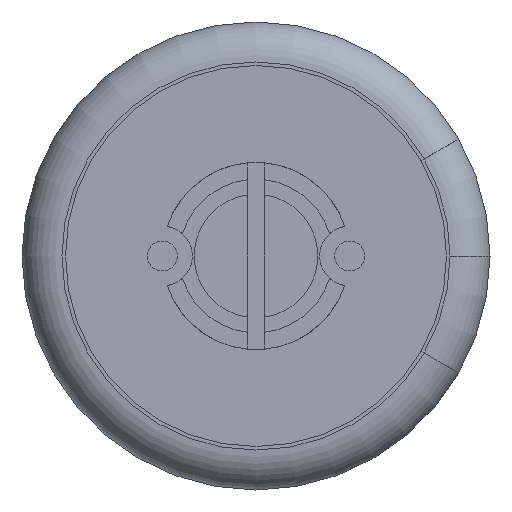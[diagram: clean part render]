
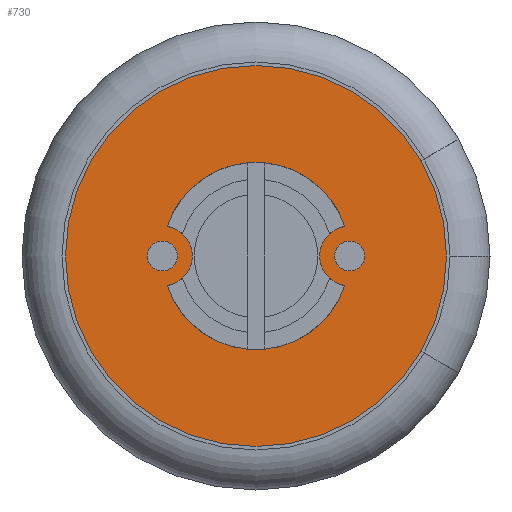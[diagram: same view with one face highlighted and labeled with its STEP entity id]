
A CAD part, front view. The second image highlights one B-rep face of the part: STEP entity #730.
In plain terms, the highlighted planar face has unit normal (0, -1, 0).
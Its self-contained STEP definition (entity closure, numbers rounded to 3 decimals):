
#43 = DIRECTION ( 'NONE',  ( -1., 0., 0. ) ) ;
#61 = CIRCLE ( 'NONE', #2054, 5.087 ) ;
#81 = VERTEX_POINT ( 'NONE', #317 ) ;
#99 = AXIS2_PLACEMENT_3D ( 'NONE', #997, #1252, #1236 ) ;
#134 = CIRCLE ( 'NONE', #1938, 0.8 ) ;
#216 = CIRCLE ( 'NONE', #99, 0.8 ) ;
#226 = EDGE_CURVE ( 'NONE', #1832, #814, #2544, .T. ) ;
#237 = CARTESIAN_POINT ( 'NONE',  ( 0., 0.95, 0. ) ) ;
#251 = DIRECTION ( 'NONE',  ( 0., -1., 0. ) ) ;
#283 = CARTESIAN_POINT ( 'NONE',  ( 2.372, 0.95, -0.79 ) ) ;
#317 = CARTESIAN_POINT ( 'NONE',  ( 2.372, 0.95, 0.79 ) ) ;
#319 = DIRECTION ( 'NONE',  ( -1., 0., 0. ) ) ;
#326 = DIRECTION ( 'NONE',  ( 1., 0., 0. ) ) ;
#327 = EDGE_CURVE ( 'NONE', #2442, #1732, #2096, .T. ) ;
#336 = CARTESIAN_POINT ( 'NONE',  ( 4.406, 0.95, -2.544 ) ) ;
#351 = ORIENTED_EDGE ( 'NONE', *, *, #1913, .F. ) ;
#509 = CARTESIAN_POINT ( 'NONE',  ( -2.372, 0.95, -0.79 ) ) ;
#607 = ORIENTED_EDGE ( 'NONE', *, *, #2802, .F. ) ;
#616 = DIRECTION ( 'NONE',  ( 0., -1., 0. ) ) ;
#657 = DIRECTION ( 'NONE',  ( 0., 1., 0. ) ) ;
#670 = EDGE_LOOP ( 'NONE', ( #1925, #2107, #2238 ) ) ;
#679 = EDGE_CURVE ( 'NONE', #1457, #1420, #872, .T. ) ;
#690 = PLANE ( 'NONE',  #1352 ) ;
#711 = AXIS2_PLACEMENT_3D ( 'NONE', #2687, #2425, #1331 ) ;
#730 = ADVANCED_FACE ( 'NONE', ( #1338, #2573 ), #690, .F. ) ;
#770 = EDGE_CURVE ( 'NONE', #81, #814, #134, .T. ) ;
#814 = VERTEX_POINT ( 'NONE', #283 ) ;
#872 = CIRCLE ( 'NONE', #711, 5.087 ) ;
#915 = DIRECTION ( 'NONE',  ( -1., 0., 0. ) ) ;
#997 = CARTESIAN_POINT ( 'NONE',  ( -2.5, 0.95, 0. ) ) ;
#1057 = EDGE_CURVE ( 'NONE', #1420, #2368, #61, .T. ) ;
#1096 = AXIS2_PLACEMENT_3D ( 'NONE', #1492, #1711, #915 ) ;
#1126 = ORIENTED_EDGE ( 'NONE', *, *, #327, .F. ) ;
#1236 = DIRECTION ( 'NONE',  ( -1., 0., 0. ) ) ;
#1252 = DIRECTION ( 'NONE',  ( 0., 1., 0. ) ) ;
#1331 = DIRECTION ( 'NONE',  ( 1., 0., 0. ) ) ;
#1338 = FACE_BOUND ( 'NONE', #2308, .T. ) ;
#1352 = AXIS2_PLACEMENT_3D ( 'NONE', #2659, #657, #2225 ) ;
#1420 = VERTEX_POINT ( 'NONE', #1437 ) ;
#1437 = CARTESIAN_POINT ( 'NONE',  ( 5.087, 0.95, 0. ) ) ;
#1441 = CIRCLE ( 'NONE', #1606, 5.087 ) ;
#1457 = VERTEX_POINT ( 'NONE', #336 ) ;
#1458 = CARTESIAN_POINT ( 'NONE',  ( 0., 0.95, 0. ) ) ;
#1492 = CARTESIAN_POINT ( 'NONE',  ( 0., 0.95, 0. ) ) ;
#1606 = AXIS2_PLACEMENT_3D ( 'NONE', #1458, #1662, #326 ) ;
#1621 = DIRECTION ( 'NONE',  ( 0., -1., 0. ) ) ;
#1662 = DIRECTION ( 'NONE',  ( 0., -1., 0. ) ) ;
#1711 = DIRECTION ( 'NONE',  ( 0., -1., 0. ) ) ;
#1732 = VERTEX_POINT ( 'NONE', #2660 ) ;
#1832 = VERTEX_POINT ( 'NONE', #509 ) ;
#1913 = EDGE_CURVE ( 'NONE', #81, #2442, #2602, .T. ) ;
#1925 = ORIENTED_EDGE ( 'NONE', *, *, #2528, .T. ) ;
#1938 = AXIS2_PLACEMENT_3D ( 'NONE', #2497, #251, #43 ) ;
#2025 = ORIENTED_EDGE ( 'NONE', *, *, #770, .T. ) ;
#2054 = AXIS2_PLACEMENT_3D ( 'NONE', #2407, #616, #2631 ) ;
#2057 = AXIS2_PLACEMENT_3D ( 'NONE', #237, #2272, #319 ) ;
#2067 = CARTESIAN_POINT ( 'NONE',  ( 4.406, 0.95, 2.544 ) ) ;
#2096 = CIRCLE ( 'NONE', #2057, 2.5 ) ;
#2101 = DIRECTION ( 'NONE',  ( -1., 0., 0. ) ) ;
#2107 = ORIENTED_EDGE ( 'NONE', *, *, #679, .T. ) ;
#2225 = DIRECTION ( 'NONE',  ( -1., 0., 0. ) ) ;
#2238 = ORIENTED_EDGE ( 'NONE', *, *, #1057, .T. ) ;
#2272 = DIRECTION ( 'NONE',  ( 0., -1., 0. ) ) ;
#2308 = EDGE_LOOP ( 'NONE', ( #607, #1126, #351, #2025, #2790 ) ) ;
#2368 = VERTEX_POINT ( 'NONE', #2067 ) ;
#2369 = AXIS2_PLACEMENT_3D ( 'NONE', #2764, #1621, #2101 ) ;
#2407 = CARTESIAN_POINT ( 'NONE',  ( 0., 0.95, 0. ) ) ;
#2425 = DIRECTION ( 'NONE',  ( 0., -1., 0. ) ) ;
#2442 = VERTEX_POINT ( 'NONE', #2538 ) ;
#2497 = CARTESIAN_POINT ( 'NONE',  ( 2.5, 0.95, 0. ) ) ;
#2528 = EDGE_CURVE ( 'NONE', #2368, #1457, #1441, .T. ) ;
#2538 = CARTESIAN_POINT ( 'NONE',  ( 0., 0.95, 2.5 ) ) ;
#2544 = CIRCLE ( 'NONE', #1096, 2.5 ) ;
#2573 = FACE_OUTER_BOUND ( 'NONE', #670, .T. ) ;
#2602 = CIRCLE ( 'NONE', #2369, 2.5 ) ;
#2631 = DIRECTION ( 'NONE',  ( 1., 0., 0. ) ) ;
#2659 = CARTESIAN_POINT ( 'NONE',  ( 0., 0.95, 0. ) ) ;
#2660 = CARTESIAN_POINT ( 'NONE',  ( -2.372, 0.95, 0.79 ) ) ;
#2687 = CARTESIAN_POINT ( 'NONE',  ( 0., 0.95, 0. ) ) ;
#2764 = CARTESIAN_POINT ( 'NONE',  ( 0., 0.95, 0. ) ) ;
#2790 = ORIENTED_EDGE ( 'NONE', *, *, #226, .F. ) ;
#2802 = EDGE_CURVE ( 'NONE', #1732, #1832, #216, .T. ) ;
